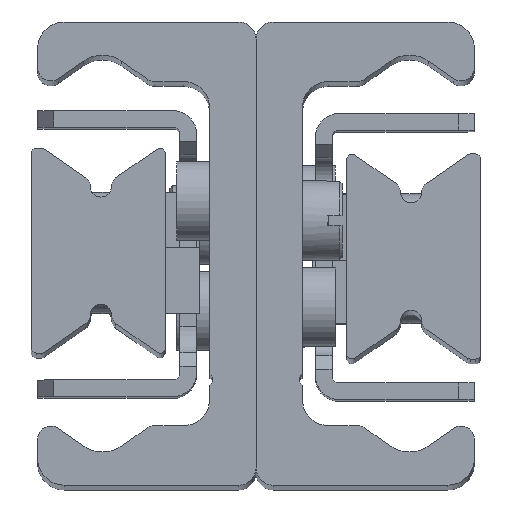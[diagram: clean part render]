
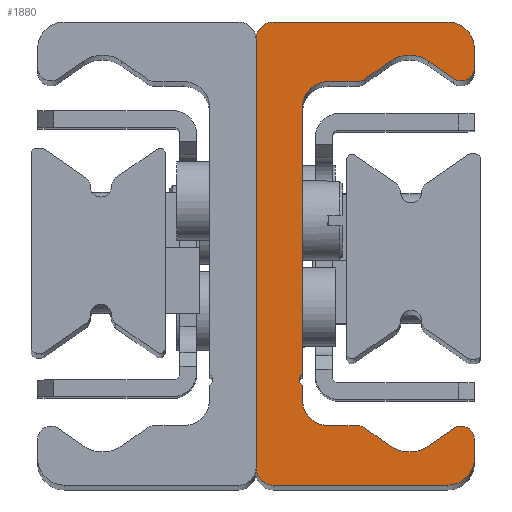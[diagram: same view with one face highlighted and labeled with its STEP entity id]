
A CAD part, top view. The second image highlights one B-rep face of the part: STEP entity #1880.
In plain terms, the highlighted planar face has unit normal (0, 0, 1).
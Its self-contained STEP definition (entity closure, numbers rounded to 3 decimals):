
#287=CARTESIAN_POINT('',(3.5,11.0,210.0));
#288=VERTEX_POINT('',#287);
#295=CARTESIAN_POINT('',(3.5,-9.067,210.0));
#296=VERTEX_POINT('',#295);
#297=CARTESIAN_POINT('',(3.5,11.0,210.0));
#298=DIRECTION('',(0.0,-1.0,0.0));
#299=VECTOR('',#298,20.067);
#300=LINE('',#297,#299);
#301=EDGE_CURVE('',#288,#296,#300,.T.);
#563=CARTESIAN_POINT('',(3.5,-9.933,210.0));
#564=VERTEX_POINT('',#563);
#565=CARTESIAN_POINT('',(3.75,-9.5,210.0));
#566=DIRECTION('',(0.0,0.0,1.0));
#567=DIRECTION('',(-0.5,0.866,0.0));
#568=AXIS2_PLACEMENT_3D('',#565,#566,#567);
#569=CIRCLE('',#568,0.5);
#570=EDGE_CURVE('',#296,#564,#569,.T.);
#1066=CARTESIAN_POINT('',(0.0,16.2,210.0));
#1067=VERTEX_POINT('',#1066);
#1068=CARTESIAN_POINT('',(1.3,17.5,210.0));
#1069=VERTEX_POINT('',#1068);
#1070=CARTESIAN_POINT('',(1.3,16.2,210.0));
#1071=DIRECTION('',(0.0,0.0,-1.0));
#1072=DIRECTION('',(0.0,-1.0,0.0));
#1073=AXIS2_PLACEMENT_3D('',#1070,#1071,#1072);
#1074=CIRCLE('',#1073,1.3);
#1075=EDGE_CURVE('',#1067,#1069,#1074,.T.);
#1108=CARTESIAN_POINT('',(14.5,17.5,210.0));
#1109=VERTEX_POINT('',#1108);
#1110=CARTESIAN_POINT('',(1.3,17.5,210.0));
#1111=DIRECTION('',(1.0,0.0,0.0));
#1112=VECTOR('',#1111,13.2);
#1113=LINE('',#1110,#1112);
#1114=EDGE_CURVE('',#1069,#1109,#1113,.T.);
#1139=CARTESIAN_POINT('',(16.5,15.5,210.0));
#1140=VERTEX_POINT('',#1139);
#1141=CARTESIAN_POINT('',(14.5,15.5,210.0));
#1142=DIRECTION('',(0.0,0.0,-1.0));
#1143=DIRECTION('',(-1.0,0.0,0.0));
#1144=AXIS2_PLACEMENT_3D('',#1141,#1142,#1143);
#1145=CIRCLE('',#1144,2.);
#1146=EDGE_CURVE('',#1109,#1140,#1145,.T.);
#1172=CARTESIAN_POINT('',(16.5,14.042,210.0));
#1173=VERTEX_POINT('',#1172);
#1174=CARTESIAN_POINT('',(16.5,15.5,210.0));
#1175=DIRECTION('',(0.0,-1.0,0.0));
#1176=VECTOR('',#1175,1.458);
#1177=LINE('',#1174,#1176);
#1178=EDGE_CURVE('',#1140,#1173,#1177,.T.);
#1203=CARTESIAN_POINT('',(14.926,13.223,210.0));
#1204=VERTEX_POINT('',#1203);
#1205=CARTESIAN_POINT('',(15.5,14.042,210.0));
#1206=DIRECTION('',(0.0,0.0,-1.));
#1207=DIRECTION('',(0.574,0.819,0.0));
#1208=AXIS2_PLACEMENT_3D('',#1205,#1206,#1207);
#1209=CIRCLE('',#1208,1.);
#1210=EDGE_CURVE('',#1173,#1204,#1209,.T.);
#1236=CARTESIAN_POINT('',(13.034,14.548,210.0));
#1237=VERTEX_POINT('',#1236);
#1238=CARTESIAN_POINT('',(14.926,13.223,210.0));
#1239=DIRECTION('',(-0.819,0.574,0.0));
#1240=VECTOR('',#1239,2.31);
#1241=LINE('',#1238,#1240);
#1242=EDGE_CURVE('',#1204,#1237,#1241,.T.);
#1267=CARTESIAN_POINT('',(10.166,14.548,210.0));
#1268=VERTEX_POINT('',#1267);
#1269=CARTESIAN_POINT('',(11.6,12.5,210.0));
#1270=DIRECTION('',(0.0,0.0,1.0));
#1271=DIRECTION('',(0.574,0.819,0.0));
#1272=AXIS2_PLACEMENT_3D('',#1269,#1270,#1271);
#1273=CIRCLE('',#1272,2.5);
#1274=EDGE_CURVE('',#1237,#1268,#1273,.T.);
#1300=CARTESIAN_POINT('',(8.214,13.181,210.0));
#1301=VERTEX_POINT('',#1300);
#1302=CARTESIAN_POINT('',(10.166,14.548,210.0));
#1303=DIRECTION('',(-0.819,-0.574,0.0));
#1304=VECTOR('',#1303,2.383);
#1305=LINE('',#1302,#1304);
#1306=EDGE_CURVE('',#1268,#1301,#1305,.T.);
#1331=CARTESIAN_POINT('',(7.64,13.0,210.0));
#1332=VERTEX_POINT('',#1331);
#1333=CARTESIAN_POINT('',(7.64,14.,210.0));
#1334=DIRECTION('',(0.0,0.0,-1.0));
#1335=DIRECTION('',(0.0,1.0,0.0));
#1336=AXIS2_PLACEMENT_3D('',#1333,#1334,#1335);
#1337=CIRCLE('',#1336,1.);
#1338=EDGE_CURVE('',#1301,#1332,#1337,.T.);
#1364=CARTESIAN_POINT('',(5.5,13.0,210.0));
#1365=VERTEX_POINT('',#1364);
#1366=CARTESIAN_POINT('',(7.64,13.0,210.0));
#1367=DIRECTION('',(-1.0,0.0,0.0));
#1368=VECTOR('',#1367,2.14);
#1369=LINE('',#1366,#1368);
#1370=EDGE_CURVE('',#1332,#1365,#1369,.T.);
#1395=CARTESIAN_POINT('',(5.5,11.0,210.0));
#1396=DIRECTION('',(0.0,0.0,1.0));
#1397=DIRECTION('',(0.0,1.0,0.0));
#1398=AXIS2_PLACEMENT_3D('',#1395,#1396,#1397);
#1399=CIRCLE('',#1398,2.0);
#1400=EDGE_CURVE('',#1365,#288,#1399,.T.);
#1419=CARTESIAN_POINT('',(3.5,-11.0,210.0));
#1420=VERTEX_POINT('',#1419);
#1421=CARTESIAN_POINT('',(3.5,-9.933,210.0));
#1422=DIRECTION('',(0.0,-1.0,0.0));
#1423=VECTOR('',#1422,1.067);
#1424=LINE('',#1421,#1423);
#1425=EDGE_CURVE('',#564,#1420,#1424,.T.);
#1450=CARTESIAN_POINT('',(5.5,-13.0,210.0));
#1451=VERTEX_POINT('',#1450);
#1452=CARTESIAN_POINT('',(5.5,-11.0,210.0));
#1453=DIRECTION('',(0.0,0.0,1.0));
#1454=DIRECTION('',(-1.0,0.0,0.0));
#1455=AXIS2_PLACEMENT_3D('',#1452,#1453,#1454);
#1456=CIRCLE('',#1455,2.0);
#1457=EDGE_CURVE('',#1420,#1451,#1456,.T.);
#1483=CARTESIAN_POINT('',(7.64,-13.0,210.0));
#1484=VERTEX_POINT('',#1483);
#1485=CARTESIAN_POINT('',(5.5,-13.0,210.0));
#1486=DIRECTION('',(1.0,0.0,0.0));
#1487=VECTOR('',#1486,2.14);
#1488=LINE('',#1485,#1487);
#1489=EDGE_CURVE('',#1451,#1484,#1488,.T.);
#1514=CARTESIAN_POINT('',(8.214,-13.181,210.0));
#1515=VERTEX_POINT('',#1514);
#1516=CARTESIAN_POINT('',(7.64,-14.0,210.0));
#1517=DIRECTION('',(0.0,0.0,-1.0));
#1518=DIRECTION('',(-0.574,-0.819,0.0));
#1519=AXIS2_PLACEMENT_3D('',#1516,#1517,#1518);
#1520=CIRCLE('',#1519,1.);
#1521=EDGE_CURVE('',#1484,#1515,#1520,.T.);
#1547=CARTESIAN_POINT('',(10.166,-14.548,210.0));
#1548=VERTEX_POINT('',#1547);
#1549=CARTESIAN_POINT('',(8.214,-13.181,210.0));
#1550=DIRECTION('',(0.819,-0.574,0.0));
#1551=VECTOR('',#1550,2.383);
#1552=LINE('',#1549,#1551);
#1553=EDGE_CURVE('',#1515,#1548,#1552,.T.);
#1578=CARTESIAN_POINT('',(13.034,-14.548,210.0));
#1579=VERTEX_POINT('',#1578);
#1580=CARTESIAN_POINT('',(11.6,-12.5,210.0));
#1581=DIRECTION('',(0.0,0.0,1.));
#1582=DIRECTION('',(-0.574,-0.819,0.0));
#1583=AXIS2_PLACEMENT_3D('',#1580,#1581,#1582);
#1584=CIRCLE('',#1583,2.5);
#1585=EDGE_CURVE('',#1548,#1579,#1584,.T.);
#1611=CARTESIAN_POINT('',(14.926,-13.223,210.0));
#1612=VERTEX_POINT('',#1611);
#1613=CARTESIAN_POINT('',(13.034,-14.548,210.0));
#1614=DIRECTION('',(0.819,0.574,0.0));
#1615=VECTOR('',#1614,2.31);
#1616=LINE('',#1613,#1615);
#1617=EDGE_CURVE('',#1579,#1612,#1616,.T.);
#1642=CARTESIAN_POINT('',(16.5,-14.042,210.0));
#1643=VERTEX_POINT('',#1642);
#1644=CARTESIAN_POINT('',(15.5,-14.042,210.0));
#1645=DIRECTION('',(0.0,0.0,-1.0));
#1646=DIRECTION('',(-1.0,0.0,0.0));
#1647=AXIS2_PLACEMENT_3D('',#1644,#1645,#1646);
#1648=CIRCLE('',#1647,1.);
#1649=EDGE_CURVE('',#1612,#1643,#1648,.T.);
#1675=CARTESIAN_POINT('',(16.5,-15.5,210.0));
#1676=VERTEX_POINT('',#1675);
#1677=CARTESIAN_POINT('',(16.5,-14.042,210.0));
#1678=DIRECTION('',(0.0,-1.0,0.0));
#1679=VECTOR('',#1678,1.458);
#1680=LINE('',#1677,#1679);
#1681=EDGE_CURVE('',#1643,#1676,#1680,.T.);
#1706=CARTESIAN_POINT('',(14.5,-17.5,210.0));
#1707=VERTEX_POINT('',#1706);
#1708=CARTESIAN_POINT('',(14.5,-15.5,210.0));
#1709=DIRECTION('',(0.0,0.0,-1.0));
#1710=DIRECTION('',(0.0,1.0,0.0));
#1711=AXIS2_PLACEMENT_3D('',#1708,#1709,#1710);
#1712=CIRCLE('',#1711,2.);
#1713=EDGE_CURVE('',#1676,#1707,#1712,.T.);
#1739=CARTESIAN_POINT('',(1.3,-17.5,210.0));
#1740=VERTEX_POINT('',#1739);
#1741=CARTESIAN_POINT('',(14.5,-17.5,210.0));
#1742=DIRECTION('',(-1.0,0.0,0.0));
#1743=VECTOR('',#1742,13.2);
#1744=LINE('',#1741,#1743);
#1745=EDGE_CURVE('',#1707,#1740,#1744,.T.);
#1770=CARTESIAN_POINT('',(0.0,-16.2,210.0));
#1771=VERTEX_POINT('',#1770);
#1772=CARTESIAN_POINT('',(1.3,-16.2,210.0));
#1773=DIRECTION('',(0.0,0.0,-1.0));
#1774=DIRECTION('',(1.0,0.0,0.0));
#1775=AXIS2_PLACEMENT_3D('',#1772,#1773,#1774);
#1776=CIRCLE('',#1775,1.3);
#1777=EDGE_CURVE('',#1740,#1771,#1776,.T.);
#1803=CARTESIAN_POINT('',(0.0,-16.2,210.0));
#1804=DIRECTION('',(0.0,1.0,0.0));
#1805=VECTOR('',#1804,32.4);
#1806=LINE('',#1803,#1805);
#1807=EDGE_CURVE('',#1771,#1067,#1806,.T.);
#1847=CARTESIAN_POINT('',(5.942,-0.014,210.0));
#1848=DIRECTION('',(0.0,0.0,1.0));
#1849=DIRECTION('',(1.0,0.0,0.0));
#1850=AXIS2_PLACEMENT_3D('',#1847,#1848,#1849);
#1851=PLANE('',#1850);
#1852=ORIENTED_EDGE('',*,*,#1075,.F.);
#1853=ORIENTED_EDGE('',*,*,#1807,.F.);
#1854=ORIENTED_EDGE('',*,*,#1777,.F.);
#1855=ORIENTED_EDGE('',*,*,#1745,.F.);
#1856=ORIENTED_EDGE('',*,*,#1713,.F.);
#1857=ORIENTED_EDGE('',*,*,#1681,.F.);
#1858=ORIENTED_EDGE('',*,*,#1649,.F.);
#1859=ORIENTED_EDGE('',*,*,#1617,.F.);
#1860=ORIENTED_EDGE('',*,*,#1585,.F.);
#1861=ORIENTED_EDGE('',*,*,#1553,.F.);
#1862=ORIENTED_EDGE('',*,*,#1521,.F.);
#1863=ORIENTED_EDGE('',*,*,#1489,.F.);
#1864=ORIENTED_EDGE('',*,*,#1457,.F.);
#1865=ORIENTED_EDGE('',*,*,#1425,.F.);
#1866=ORIENTED_EDGE('',*,*,#570,.F.);
#1867=ORIENTED_EDGE('',*,*,#301,.F.);
#1868=ORIENTED_EDGE('',*,*,#1400,.F.);
#1869=ORIENTED_EDGE('',*,*,#1370,.F.);
#1870=ORIENTED_EDGE('',*,*,#1338,.F.);
#1871=ORIENTED_EDGE('',*,*,#1306,.F.);
#1872=ORIENTED_EDGE('',*,*,#1274,.F.);
#1873=ORIENTED_EDGE('',*,*,#1242,.F.);
#1874=ORIENTED_EDGE('',*,*,#1210,.F.);
#1875=ORIENTED_EDGE('',*,*,#1178,.F.);
#1876=ORIENTED_EDGE('',*,*,#1146,.F.);
#1877=ORIENTED_EDGE('',*,*,#1114,.F.);
#1878=EDGE_LOOP('',(#1852,#1853,#1854,#1855,#1856,#1857,#1858,#1859,#1860,#1861,#1862,#1863,#1864,#1865,#1866,#1867,#1868,#1869,#1870,#1871,#1872,#1873,#1874,#1875,#1876,#1877));
#1879=FACE_OUTER_BOUND('',#1878,.T.);
#1880=ADVANCED_FACE('',(#1879),#1851,.T.);
